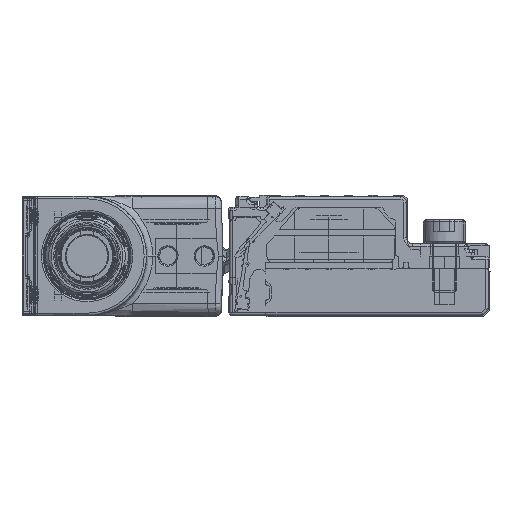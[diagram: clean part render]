
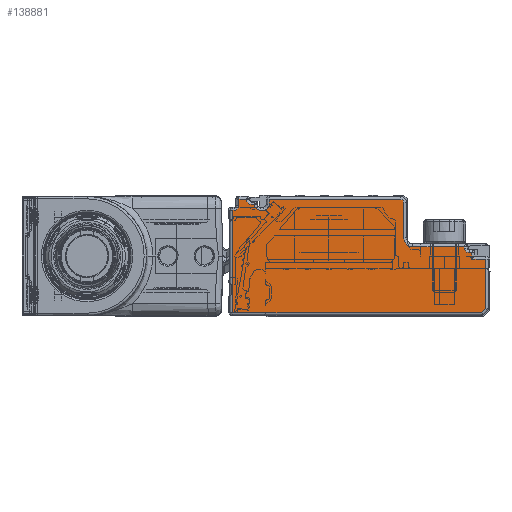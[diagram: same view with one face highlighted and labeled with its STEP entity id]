
A CAD part, left-side view. The second image highlights one B-rep face of the part: STEP entity #138881.
In plain terms, the highlighted planar face has unit normal (-1, 0, 0).
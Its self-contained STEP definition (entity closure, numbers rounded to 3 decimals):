
#138599=AXIS2_PLACEMENT_3D('Circle Axis2P3D',#138597,#138598,$) ;
#138738=AXIS2_PLACEMENT_3D('Plane Axis2P3D',#138735,#138736,#138737) ;
#138761=AXIS2_PLACEMENT_3D('Circle Axis2P3D',#138759,#138760,$) ;
#138775=AXIS2_PLACEMENT_3D('Circle Axis2P3D',#138773,#138774,$) ;
#138796=AXIS2_PLACEMENT_3D('Circle Axis2P3D',#138794,#138795,$) ;
#138810=AXIS2_PLACEMENT_3D('Circle Axis2P3D',#138808,#138809,$) ;
#138824=AXIS2_PLACEMENT_3D('Circle Axis2P3D',#138822,#138823,$) ;
#138845=AXIS2_PLACEMENT_3D('Circle Axis2P3D',#138843,#138844,$) ;
#135458=CARTESIAN_POINT('Vertex',(-1778.,42.3,-7.3)) ;
#135461=CARTESIAN_POINT('Line Origine',(-1778.,42.3,2.)) ;
#135465=CARTESIAN_POINT('Vertex',(-1778.,42.3,9.5)) ;
#135789=CARTESIAN_POINT('Vertex',(-1778.,1.407,-7.3)) ;
#135792=CARTESIAN_POINT('Line Origine',(-1778.,23.168,-7.3)) ;
#135829=CARTESIAN_POINT('Vertex',(-1778.,0.7,-6.593)) ;
#135832=CARTESIAN_POINT('Line Origine',(-1778.,-1.246,-4.646)) ;
#135869=CARTESIAN_POINT('Vertex',(-1778.,0.7,1.5)) ;
#135872=CARTESIAN_POINT('Line Origine',(-1778.,0.7,2.)) ;
#138514=CARTESIAN_POINT('Vertex',(-1778.,3.,2.5)) ;
#138570=CARTESIAN_POINT('Vertex',(-1778.,3.4,2.5)) ;
#138573=CARTESIAN_POINT('Line Origine',(-1778.,21.5,2.5)) ;
#138594=CARTESIAN_POINT('Vertex',(-1778.,4.2,3.3)) ;
#138597=CARTESIAN_POINT('Axis2P3D Location',(-1778.,3.4,3.3)) ;
#138720=CARTESIAN_POINT('Vertex',(-1778.,3.,1.5)) ;
#138723=CARTESIAN_POINT('Line Origine',(-1778.,21.5,1.5)) ;
#138735=CARTESIAN_POINT('Axis2P3D Location',(-1778.,0.2,-7.8)) ;
#138740=CARTESIAN_POINT('Line Origine',(-1778.,3.,2.)) ;
#138745=CARTESIAN_POINT('Line Origine',(-1778.,4.2,3.4)) ;
#138749=CARTESIAN_POINT('Vertex',(-1778.,4.2,3.5)) ;
#138752=CARTESIAN_POINT('Line Origine',(-1778.,8.45,3.5)) ;
#138756=CARTESIAN_POINT('Vertex',(-1778.,12.7,3.5)) ;
#138759=CARTESIAN_POINT('Axis2P3D Location',(-1778.,12.7,5.)) ;
#138763=CARTESIAN_POINT('Vertex',(-1778.,14.2,5.)) ;
#138766=CARTESIAN_POINT('Line Origine',(-1778.,14.2,7.9)) ;
#138770=CARTESIAN_POINT('Vertex',(-1778.,14.2,10.8)) ;
#138773=CARTESIAN_POINT('Axis2P3D Location',(-1778.,14.7,10.8)) ;
#138777=CARTESIAN_POINT('Vertex',(-1778.,14.7,11.3)) ;
#138780=CARTESIAN_POINT('Line Origine',(-1778.,25.5,11.3)) ;
#138784=CARTESIAN_POINT('Vertex',(-1778.,36.3,11.3)) ;
#138787=CARTESIAN_POINT('Line Origine',(-1778.,36.3,10.9)) ;
#138791=CARTESIAN_POINT('Vertex',(-1778.,36.3,10.5)) ;
#138794=CARTESIAN_POINT('Axis2P3D Location',(-1778.,37.3,10.5)) ;
#138798=CARTESIAN_POINT('Vertex',(-1778.,37.3,9.5)) ;
#138801=CARTESIAN_POINT('Line Origine',(-1778.,37.55,9.5)) ;
#138805=CARTESIAN_POINT('Vertex',(-1778.,37.8,9.5)) ;
#138808=CARTESIAN_POINT('Axis2P3D Location',(-1778.,37.8,10.5)) ;
#138812=CARTESIAN_POINT('Vertex',(-1778.,38.8,10.5)) ;
#138815=CARTESIAN_POINT('Line Origine',(-1778.,39.05,10.5)) ;
#138819=CARTESIAN_POINT('Vertex',(-1778.,39.3,10.5)) ;
#138822=CARTESIAN_POINT('Axis2P3D Location',(-1778.,39.3,11.3)) ;
#138826=CARTESIAN_POINT('Vertex',(-1778.,40.1,11.3)) ;
#138829=CARTESIAN_POINT('Line Origine',(-1778.,40.7,11.3)) ;
#138833=CARTESIAN_POINT('Vertex',(-1778.,41.3,11.3)) ;
#138836=CARTESIAN_POINT('Line Origine',(-1778.,41.3,10.8)) ;
#138840=CARTESIAN_POINT('Vertex',(-1778.,41.3,10.3)) ;
#138843=CARTESIAN_POINT('Axis2P3D Location',(-1778.,42.1,10.3)) ;
#138847=CARTESIAN_POINT('Vertex',(-1778.,42.1,9.5)) ;
#138850=CARTESIAN_POINT('Line Origine',(-1778.,42.2,9.5)) ;
#135462=DIRECTION('Vector Direction',(0.,0.,1.)) ;
#135793=DIRECTION('Vector Direction',(0.,1.,0.)) ;
#135833=DIRECTION('Vector Direction',(0.,0.707,-0.707)) ;
#135873=DIRECTION('Vector Direction',(0.,0.,-1.)) ;
#138574=DIRECTION('Vector Direction',(0.,-1.,0.)) ;
#138598=DIRECTION('Axis2P3D Direction',(1.,0.,0.)) ;
#138724=DIRECTION('Vector Direction',(0.,-1.,0.)) ;
#138736=DIRECTION('Axis2P3D Direction',(-1.,0.,0.)) ;
#138737=DIRECTION('Axis2P3D XDirection',(0.,0.,1.)) ;
#138741=DIRECTION('Vector Direction',(0.,0.,1.)) ;
#138746=DIRECTION('Vector Direction',(0.,0.,-1.)) ;
#138753=DIRECTION('Vector Direction',(0.,1.,0.)) ;
#138760=DIRECTION('Axis2P3D Direction',(-1.,0.,0.)) ;
#138767=DIRECTION('Vector Direction',(0.,0.,1.)) ;
#138774=DIRECTION('Axis2P3D Direction',(-1.,0.,0.)) ;
#138781=DIRECTION('Vector Direction',(0.,1.,0.)) ;
#138788=DIRECTION('Vector Direction',(0.,0.,-1.)) ;
#138795=DIRECTION('Axis2P3D Direction',(-1.,0.,0.)) ;
#138802=DIRECTION('Vector Direction',(0.,1.,0.)) ;
#138809=DIRECTION('Axis2P3D Direction',(-1.,0.,0.)) ;
#138816=DIRECTION('Vector Direction',(0.,-1.,0.)) ;
#138823=DIRECTION('Axis2P3D Direction',(-1.,0.,0.)) ;
#138830=DIRECTION('Vector Direction',(0.,1.,0.)) ;
#138837=DIRECTION('Vector Direction',(0.,0.,-1.)) ;
#138844=DIRECTION('Axis2P3D Direction',(-1.,0.,0.)) ;
#138851=DIRECTION('Vector Direction',(0.,1.,0.)) ;
#135463=VECTOR('Line Direction',#135462,1.) ;
#135794=VECTOR('Line Direction',#135793,1.) ;
#135834=VECTOR('Line Direction',#135833,1.) ;
#135874=VECTOR('Line Direction',#135873,1.) ;
#138575=VECTOR('Line Direction',#138574,1.) ;
#138725=VECTOR('Line Direction',#138724,1.) ;
#138742=VECTOR('Line Direction',#138741,1.) ;
#138747=VECTOR('Line Direction',#138746,1.) ;
#138754=VECTOR('Line Direction',#138753,1.) ;
#138768=VECTOR('Line Direction',#138767,1.) ;
#138782=VECTOR('Line Direction',#138781,1.) ;
#138789=VECTOR('Line Direction',#138788,1.) ;
#138803=VECTOR('Line Direction',#138802,1.) ;
#138817=VECTOR('Line Direction',#138816,1.) ;
#138831=VECTOR('Line Direction',#138830,1.) ;
#138838=VECTOR('Line Direction',#138837,1.) ;
#138852=VECTOR('Line Direction',#138851,1.) ;
#138856=ORIENTED_EDGE('',*,*,#138744,.T.) ;
#138857=ORIENTED_EDGE('',*,*,#138577,.T.) ;
#138858=ORIENTED_EDGE('',*,*,#138601,.T.) ;
#138859=ORIENTED_EDGE('',*,*,#138751,.T.) ;
#138860=ORIENTED_EDGE('',*,*,#138758,.T.) ;
#138861=ORIENTED_EDGE('',*,*,#138765,.T.) ;
#138862=ORIENTED_EDGE('',*,*,#138772,.T.) ;
#138863=ORIENTED_EDGE('',*,*,#138779,.T.) ;
#138864=ORIENTED_EDGE('',*,*,#138786,.T.) ;
#138865=ORIENTED_EDGE('',*,*,#138793,.T.) ;
#138866=ORIENTED_EDGE('',*,*,#138800,.T.) ;
#138867=ORIENTED_EDGE('',*,*,#138807,.T.) ;
#138868=ORIENTED_EDGE('',*,*,#138814,.T.) ;
#138869=ORIENTED_EDGE('',*,*,#138821,.T.) ;
#138870=ORIENTED_EDGE('',*,*,#138828,.T.) ;
#138871=ORIENTED_EDGE('',*,*,#138835,.T.) ;
#138872=ORIENTED_EDGE('',*,*,#138842,.T.) ;
#138873=ORIENTED_EDGE('',*,*,#138849,.T.) ;
#138874=ORIENTED_EDGE('',*,*,#138854,.T.) ;
#138875=ORIENTED_EDGE('',*,*,#135467,.T.) ;
#138876=ORIENTED_EDGE('',*,*,#135796,.T.) ;
#138877=ORIENTED_EDGE('',*,*,#135836,.T.) ;
#138878=ORIENTED_EDGE('',*,*,#135876,.T.) ;
#138879=ORIENTED_EDGE('',*,*,#138727,.T.) ;
#138881=ADVANCED_FACE('Brep With Voids',(#138880),#138739,.T.) ;
#138600=CIRCLE('generated circle',#138599,0.8) ;
#138762=CIRCLE('generated circle',#138761,1.5) ;
#138776=CIRCLE('generated circle',#138775,0.5) ;
#138797=CIRCLE('generated circle',#138796,1.) ;
#138811=CIRCLE('generated circle',#138810,1.) ;
#138825=CIRCLE('generated circle',#138824,0.8) ;
#138846=CIRCLE('generated circle',#138845,0.8) ;
#135467=EDGE_CURVE('',#135466,#135459,#135464,.F.) ;
#135796=EDGE_CURVE('',#135459,#135790,#135795,.F.) ;
#135836=EDGE_CURVE('',#135790,#135830,#135835,.F.) ;
#135876=EDGE_CURVE('',#135830,#135870,#135875,.F.) ;
#138577=EDGE_CURVE('',#138515,#138571,#138576,.F.) ;
#138601=EDGE_CURVE('',#138571,#138595,#138600,.T.) ;
#138727=EDGE_CURVE('',#135870,#138721,#138726,.F.) ;
#138744=EDGE_CURVE('',#138721,#138515,#138743,.T.) ;
#138751=EDGE_CURVE('',#138595,#138750,#138748,.F.) ;
#138758=EDGE_CURVE('',#138750,#138757,#138755,.T.) ;
#138765=EDGE_CURVE('',#138757,#138764,#138762,.F.) ;
#138772=EDGE_CURVE('',#138764,#138771,#138769,.T.) ;
#138779=EDGE_CURVE('',#138771,#138778,#138776,.T.) ;
#138786=EDGE_CURVE('',#138778,#138785,#138783,.T.) ;
#138793=EDGE_CURVE('',#138785,#138792,#138790,.T.) ;
#138800=EDGE_CURVE('',#138792,#138799,#138797,.F.) ;
#138807=EDGE_CURVE('',#138799,#138806,#138804,.T.) ;
#138814=EDGE_CURVE('',#138806,#138813,#138811,.F.) ;
#138821=EDGE_CURVE('',#138813,#138820,#138818,.F.) ;
#138828=EDGE_CURVE('',#138820,#138827,#138825,.F.) ;
#138835=EDGE_CURVE('',#138827,#138834,#138832,.T.) ;
#138842=EDGE_CURVE('',#138834,#138841,#138839,.T.) ;
#138849=EDGE_CURVE('',#138841,#138848,#138846,.F.) ;
#138854=EDGE_CURVE('',#138848,#135466,#138853,.T.) ;
#138855=EDGE_LOOP('',(#138856,#138857,#138858,#138859,#138860,#138861,#138862,#138863,#138864,#138865,#138866,#138867,#138868,#138869,#138870,#138871,#138872,#138873,#138874,#138875,#138876,#138877,#138878,#138879)) ;
#138880=FACE_OUTER_BOUND('',#138855,.T.) ;
#135464=LINE('Line',#135461,#135463) ;
#135795=LINE('Line',#135792,#135794) ;
#135835=LINE('Line',#135832,#135834) ;
#135875=LINE('Line',#135872,#135874) ;
#138576=LINE('Line',#138573,#138575) ;
#138726=LINE('Line',#138723,#138725) ;
#138743=LINE('Line',#138740,#138742) ;
#138748=LINE('Line',#138745,#138747) ;
#138755=LINE('Line',#138752,#138754) ;
#138769=LINE('Line',#138766,#138768) ;
#138783=LINE('Line',#138780,#138782) ;
#138790=LINE('Line',#138787,#138789) ;
#138804=LINE('Line',#138801,#138803) ;
#138818=LINE('Line',#138815,#138817) ;
#138832=LINE('Line',#138829,#138831) ;
#138839=LINE('Line',#138836,#138838) ;
#138853=LINE('Line',#138850,#138852) ;
#138739=PLANE('',#138738) ;
#135459=VERTEX_POINT('',#135458) ;
#135466=VERTEX_POINT('',#135465) ;
#135790=VERTEX_POINT('',#135789) ;
#135830=VERTEX_POINT('',#135829) ;
#135870=VERTEX_POINT('',#135869) ;
#138515=VERTEX_POINT('',#138514) ;
#138571=VERTEX_POINT('',#138570) ;
#138595=VERTEX_POINT('',#138594) ;
#138721=VERTEX_POINT('',#138720) ;
#138750=VERTEX_POINT('',#138749) ;
#138757=VERTEX_POINT('',#138756) ;
#138764=VERTEX_POINT('',#138763) ;
#138771=VERTEX_POINT('',#138770) ;
#138778=VERTEX_POINT('',#138777) ;
#138785=VERTEX_POINT('',#138784) ;
#138792=VERTEX_POINT('',#138791) ;
#138799=VERTEX_POINT('',#138798) ;
#138806=VERTEX_POINT('',#138805) ;
#138813=VERTEX_POINT('',#138812) ;
#138820=VERTEX_POINT('',#138819) ;
#138827=VERTEX_POINT('',#138826) ;
#138834=VERTEX_POINT('',#138833) ;
#138841=VERTEX_POINT('',#138840) ;
#138848=VERTEX_POINT('',#138847) ;
